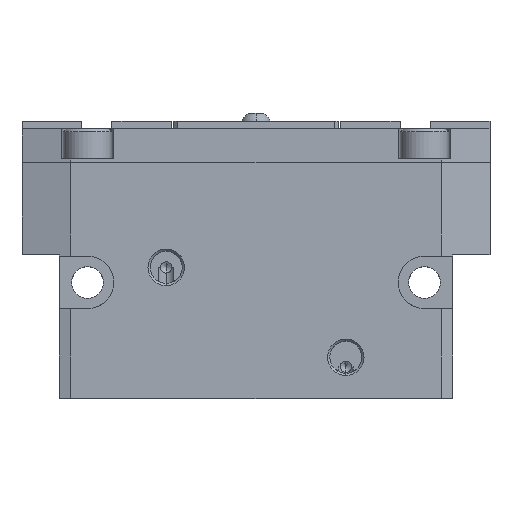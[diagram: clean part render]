
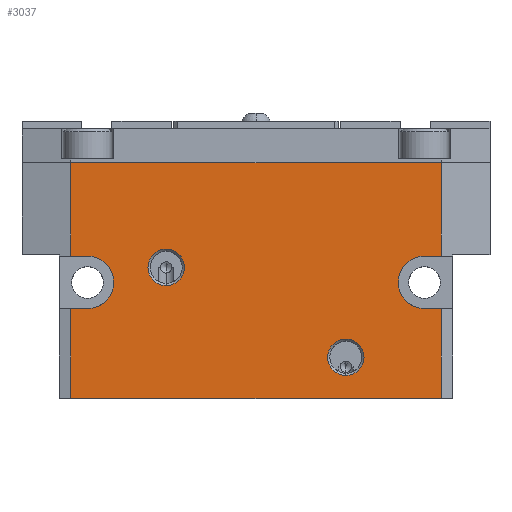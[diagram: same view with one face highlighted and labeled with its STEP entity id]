
A CAD part, top view. The second image highlights one B-rep face of the part: STEP entity #3037.
In plain terms, the highlighted planar face has unit normal (0, 0, 1).
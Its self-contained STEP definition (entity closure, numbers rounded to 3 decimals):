
#2033 = VERTEX_POINT( '', #5827 );
#2099 = VERTEX_POINT( '', #5902 );
#2275 = EDGE_CURVE( '', #3457, #4063, #6095, .T. );
#2347 = VERTEX_POINT( '', #6176 );
#2681 = VERTEX_POINT( '', #6554 );
#2695 = EDGE_CURVE( '', #3721, #4651, #6568, .T. );
#2891 = VERTEX_POINT( '', #6783 );
#3025 = EDGE_CURVE( '', #2681, #3457, #6936, .T. );
#3037 = ADVANCED_FACE( '', ( #6949, #6950, #6951 ), #6952, .T. );
#3109 = EDGE_CURVE( '', #4267, #5331, #7028, .T. );
#3457 = VERTEX_POINT( '', #7417 );
#3473 = EDGE_CURVE( '', #5509, #2033, #7436, .T. );
#3623 = VERTEX_POINT( '', #7600 );
#3661 = EDGE_CURVE( '', #2891, #2099, #7641, .T. );
#3721 = VERTEX_POINT( '', #7709 );
#3781 = EDGE_CURVE( '', #3965, #2347, #7770, .T. );
#3853 = VERTEX_POINT( '', #7849 );
#3893 = EDGE_CURVE( '', #5259, #4651, #7902, .T. );
#3965 = VERTEX_POINT( '', #7978 );
#4063 = VERTEX_POINT( '', #8089 );
#4115 = EDGE_CURVE( '', #5331, #4267, #8144, .T. );
#4261 = EDGE_CURVE( '', #2033, #2681, #8307, .T. );
#4267 = VERTEX_POINT( '', #8314 );
#4329 = EDGE_CURVE( '', #4063, #3623, #8383, .T. );
#4651 = VERTEX_POINT( '', #8740 );
#5003 = EDGE_CURVE( '', #2099, #3721, #9130, .T. );
#5103 = EDGE_CURVE( '', #3853, #5509, #9243, .T. );
#5189 = EDGE_CURVE( '', #5259, #3853, #9341, .T. );
#5259 = VERTEX_POINT( '', #9421 );
#5331 = VERTEX_POINT( '', #9502 );
#5417 = EDGE_CURVE( '', #2347, #3965, #9594, .T. );
#5509 = VERTEX_POINT( '', #9692 );
#5603 = EDGE_CURVE( '', #3623, #2891, #9797, .T. );
#5827 = CARTESIAN_POINT( '', ( 45., 38., 30. ) );
#5902 = CARTESIAN_POINT( '', ( -45., 24., 30. ) );
#6095 = LINE( '', #10513, #10514 );
#6176 = CARTESIAN_POINT( '', ( -24., 39.864, 30. ) );
#6554 = CARTESIAN_POINT( '', ( 49.438, 38., 30. ) );
#6568 = LINE( '', #11231, #11232 );
#6783 = CARTESIAN_POINT( '', ( -45., 38., 30. ) );
#6936 = LINE( '', #11730, #11731 );
#6949 = FACE_OUTER_BOUND( '', #11749, .T. );
#6950 = FACE_BOUND( '', #11750, .T. );
#6951 = FACE_BOUND( '', #11751, .T. );
#6952 = PLANE( '', #11752 );
#7028 = CIRCLE( '', #11860, 4.864 );
#7417 = CARTESIAN_POINT( '', ( 49.438, 62.99, 30. ) );
#7436 = CIRCLE( '', #12432, 7. );
#7600 = CARTESIAN_POINT( '', ( -49.438, 38., 30. ) );
#7641 = CIRCLE( '', #12711, 7. );
#7709 = CARTESIAN_POINT( '', ( -49.438, 24., 30. ) );
#7770 = CIRCLE( '', #12889, 4.864 );
#7849 = CARTESIAN_POINT( '', ( 49.438, 24., 30. ) );
#7902 = LINE( '', #13066, #13067 );
#7978 = CARTESIAN_POINT( '', ( -24., 30.136, 30. ) );
#8089 = CARTESIAN_POINT( '', ( -49.438, 62.99, 30. ) );
#8144 = CIRCLE( '', #13402, 4.864 );
#8307 = LINE( '', #13670, #13671 );
#8314 = CARTESIAN_POINT( '', ( 24., 6.136, 30. ) );
#8383 = LINE( '', #13769, #13770 );
#8740 = CARTESIAN_POINT( '', ( -49.438, 0., 30. ) );
#9130 = LINE( '', #14848, #14849 );
#9243 = LINE( '', #15007, #15008 );
#9341 = LINE( '', #15180, #15181 );
#9421 = CARTESIAN_POINT( '', ( 49.438, 0., 30. ) );
#9502 = CARTESIAN_POINT( '', ( 24., 15.864, 30. ) );
#9594 = CIRCLE( '', #15539, 4.864 );
#9692 = CARTESIAN_POINT( '', ( 45., 24., 30. ) );
#9797 = LINE( '', #15875, #15876 );
#10513 = CARTESIAN_POINT( '', ( 31.25, 62.99, 30. ) );
#10514 = VECTOR( '', #16446, 1. );
#11231 = CARTESIAN_POINT( '', ( -49.438, 36., 30. ) );
#11232 = VECTOR( '', #17019, 1. );
#11730 = CARTESIAN_POINT( '', ( 49.438, 36., 30. ) );
#11731 = VECTOR( '', #17450, 1. );
#11749 = EDGE_LOOP( '', ( #17467, #17468, #17469, #17470, #17471, #17472, #17473, #17474, #17475, #17476, #17477, #17478 ) );
#11750 = EDGE_LOOP( '', ( #17479, #17480 ) );
#11751 = EDGE_LOOP( '', ( #17481, #17482 ) );
#11752 = AXIS2_PLACEMENT_3D( '', #17483, #17484, #17485 );
#11860 = AXIS2_PLACEMENT_3D( '', #17551, #17552, #17553 );
#12432 = AXIS2_PLACEMENT_3D( '', #18052, #18053, #18054 );
#12711 = AXIS2_PLACEMENT_3D( '', #18230, #18231, #18232 );
#12889 = AXIS2_PLACEMENT_3D( '', #18349, #18350, #18351 );
#13066 = CARTESIAN_POINT( '', ( 62.5, 0., 30. ) );
#13067 = VECTOR( '', #18531, 1. );
#13402 = AXIS2_PLACEMENT_3D( '', #18791, #18792, #18793 );
#13670 = CARTESIAN_POINT( '', ( 61.25, 38., 30. ) );
#13671 = VECTOR( '', #18981, 1. );
#13769 = CARTESIAN_POINT( '', ( -49.438, 36., 30. ) );
#13770 = VECTOR( '', #19070, 1. );
#14848 = CARTESIAN_POINT( '', ( 2.25, 24., 30. ) );
#14849 = VECTOR( '', #19884, 1. );
#15007 = CARTESIAN_POINT( '', ( 53.75, 24., 30. ) );
#15008 = VECTOR( '', #20033, 1. );
#15180 = CARTESIAN_POINT( '', ( 49.438, 36., 30. ) );
#15181 = VECTOR( '', #20146, 1. );
#15539 = AXIS2_PLACEMENT_3D( '', #20419, #20420, #20421 );
#15875 = CARTESIAN_POINT( '', ( 8.75, 38., 30. ) );
#15876 = VECTOR( '', #20629, 1. );
#16446 = DIRECTION( '', ( -1., 0., 0. ) );
#17019 = DIRECTION( '', ( 0., -1., 0. ) );
#17450 = DIRECTION( '', ( 0., 1., 0. ) );
#17467 = ORIENTED_EDGE( '', *, *, #2275, .T. );
#17468 = ORIENTED_EDGE( '', *, *, #4329, .T. );
#17469 = ORIENTED_EDGE( '', *, *, #5603, .T. );
#17470 = ORIENTED_EDGE( '', *, *, #3661, .T. );
#17471 = ORIENTED_EDGE( '', *, *, #5003, .T. );
#17472 = ORIENTED_EDGE( '', *, *, #2695, .T. );
#17473 = ORIENTED_EDGE( '', *, *, #3893, .F. );
#17474 = ORIENTED_EDGE( '', *, *, #5189, .T. );
#17475 = ORIENTED_EDGE( '', *, *, #5103, .T. );
#17476 = ORIENTED_EDGE( '', *, *, #3473, .T. );
#17477 = ORIENTED_EDGE( '', *, *, #4261, .T. );
#17478 = ORIENTED_EDGE( '', *, *, #3025, .T. );
#17479 = ORIENTED_EDGE( '', *, *, #5417, .T. );
#17480 = ORIENTED_EDGE( '', *, *, #3781, .T. );
#17481 = ORIENTED_EDGE( '', *, *, #4115, .T. );
#17482 = ORIENTED_EDGE( '', *, *, #3109, .T. );
#17483 = CARTESIAN_POINT( '', ( 62.5, 72., 30. ) );
#17484 = DIRECTION( '', ( 0., 0., 1. ) );
#17485 = DIRECTION( '', ( 0., 1., 0. ) );
#17551 = CARTESIAN_POINT( '', ( 24., 11., 30. ) );
#17552 = DIRECTION( '', ( 0., 0., -1. ) );
#17553 = DIRECTION( '', ( 0., 1., 0. ) );
#18052 = CARTESIAN_POINT( '', ( 45., 31., 30. ) );
#18053 = DIRECTION( '', ( 0., 0., -1. ) );
#18054 = DIRECTION( '', ( 0., 1., 0. ) );
#18230 = CARTESIAN_POINT( '', ( -45., 31., 30. ) );
#18231 = DIRECTION( '', ( 0., 0., -1. ) );
#18232 = DIRECTION( '', ( 0., -1., 0. ) );
#18349 = CARTESIAN_POINT( '', ( -24., 35., 30. ) );
#18350 = DIRECTION( '', ( 0., 0., -1. ) );
#18351 = DIRECTION( '', ( 0., 1., 0. ) );
#18531 = DIRECTION( '', ( -1., 0., 0. ) );
#18791 = CARTESIAN_POINT( '', ( 24., 11., 30. ) );
#18792 = DIRECTION( '', ( 0., 0., -1. ) );
#18793 = DIRECTION( '', ( 0., 1., 0. ) );
#18981 = DIRECTION( '', ( 1., 0., 0. ) );
#19070 = DIRECTION( '', ( 0., -1., 0. ) );
#19884 = DIRECTION( '', ( -1., 0., 0. ) );
#20033 = DIRECTION( '', ( -1., 0., 0. ) );
#20146 = DIRECTION( '', ( 0., 1., 0. ) );
#20419 = CARTESIAN_POINT( '', ( -24., 35., 30. ) );
#20420 = DIRECTION( '', ( 0., 0., -1. ) );
#20421 = DIRECTION( '', ( 0., 1., 0. ) );
#20629 = DIRECTION( '', ( 1., 0., 0. ) );
